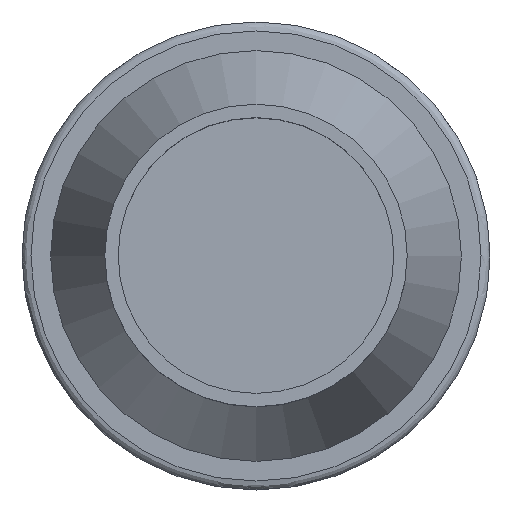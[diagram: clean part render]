
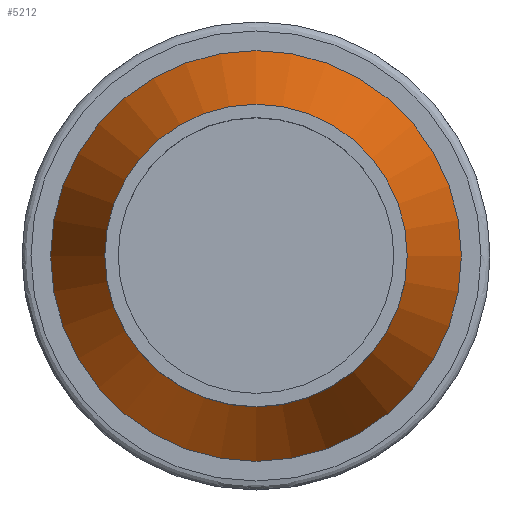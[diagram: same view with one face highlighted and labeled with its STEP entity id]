
A CAD part, top view. The second image highlights one B-rep face of the part: STEP entity #5212.
In plain terms, the highlighted free-form (B-spline) face has degree [2, 1] with [9, 2] control points.
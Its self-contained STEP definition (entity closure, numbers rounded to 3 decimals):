
#5136=CARTESIAN_POINT('',(-34.5,0.,80.9));
#5137=VERTEX_POINT('',#5136);
#5138=CARTESIAN_POINT('',(34.5,0.,80.9));
#5139=VERTEX_POINT('',#5138);
#5140=CARTESIAN_POINT('',(0.,0.,80.9));
#5141=DIRECTION('',(0.0,0.0,1.0));
#5142=DIRECTION('',(1.0,0.0,0.0));
#5143=AXIS2_PLACEMENT_3D('',#5140,#5141,#5142);
#5144=CIRCLE('',#5143,34.5);
#5145=EDGE_CURVE('',#5137,#5139,#5144,.T.);
#5147=CARTESIAN_POINT('',(0.,0.,80.9));
#5148=DIRECTION('',(0.0,0.0,1.0));
#5149=DIRECTION('',(1.0,0.0,0.0));
#5150=AXIS2_PLACEMENT_3D('',#5147,#5148,#5149);
#5151=CIRCLE('',#5150,34.5);
#5152=EDGE_CURVE('',#5139,#5137,#5151,.T.);
#5157=CARTESIAN_POINT('',(34.5,0.,80.9));
#5158=CARTESIAN_POINT('',(34.5,34.5,80.9));
#5159=CARTESIAN_POINT('',(0.,34.5,80.9));
#5160=CARTESIAN_POINT('',(-34.5,34.5,80.9));
#5161=CARTESIAN_POINT('',(-34.5,0.,80.9));
#5162=CARTESIAN_POINT('',(-34.5,-34.5,80.9));
#5163=CARTESIAN_POINT('',(0.,-34.5,80.9));
#5164=CARTESIAN_POINT('',(34.5,-34.5,80.9));
#5165=CARTESIAN_POINT('',(34.5,0.,80.9));
#5166=CARTESIAN_POINT('',(25.4,0.,103.9));
#5167=CARTESIAN_POINT('',(25.4,25.4,103.9));
#5168=CARTESIAN_POINT('',(0.,25.4,103.9));
#5169=CARTESIAN_POINT('',(-25.4,25.4,103.9));
#5170=CARTESIAN_POINT('',(-25.4,0.,103.9));
#5171=CARTESIAN_POINT('',(-25.4,-25.4,103.9));
#5172=CARTESIAN_POINT('',(0.,-25.4,103.9));
#5173=CARTESIAN_POINT('',(25.4,-25.4,103.9));
#5174=CARTESIAN_POINT('',(25.4,0.,103.9));
#5182=(BOUNDED_SURFACE()B_SPLINE_SURFACE(2,1,((#5157,#5166),(#5158,#5167),(#5159,#5168),(#5160,#5169),(#5161,#5170),(#5162,#5171),(#5163,#5172),(#5164,#5173),(#5165,#5174)),.UNSPECIFIED.,.T.,.F.,.U.)B_SPLINE_SURFACE_WITH_KNOTS((3,2,2,2,3),(2,2),(0.0,0.25,0.5,0.75,1.0),(-24.735,0.0),.UNSPECIFIED.)GEOMETRIC_REPRESENTATION_ITEM()RATIONAL_B_SPLINE_SURFACE(((1.0,1.0),(0.707,0.707),(1.0,1.0),(0.707,0.707),(1.0,1.0),(0.707,0.707),(1.0,1.0),(0.707,0.707),(1.0,1.0)))REPRESENTATION_ITEM('')SURFACE());
#5183=ORIENTED_EDGE('',*,*,#5152,.T.);
#5184=ORIENTED_EDGE('',*,*,#5145,.T.);
#5185=CARTESIAN_POINT('',(25.4,0.,103.9));
#5186=VERTEX_POINT('',#5185);
#5187=CARTESIAN_POINT('',(34.5,0.,80.9));
#5188=DIRECTION('',(-0.368,0.0,0.93));
#5189=VECTOR('',#5188,24.735);
#5190=LINE('',#5187,#5189);
#5191=EDGE_CURVE('',#5139,#5186,#5190,.T.);
#5192=ORIENTED_EDGE('',*,*,#5191,.T.);
#5193=CARTESIAN_POINT('',(-25.4,0.,103.9));
#5194=VERTEX_POINT('',#5193);
#5195=CARTESIAN_POINT('',(0.,0.,103.9));
#5196=DIRECTION('',(0.0,0.0,1.0));
#5197=DIRECTION('',(1.0,0.0,0.0));
#5198=AXIS2_PLACEMENT_3D('',#5195,#5196,#5197);
#5199=CIRCLE('',#5198,25.4);
#5200=EDGE_CURVE('',#5194,#5186,#5199,.T.);
#5201=ORIENTED_EDGE('',*,*,#5200,.F.);
#5202=CARTESIAN_POINT('',(0.,0.,103.9));
#5203=DIRECTION('',(0.0,0.0,1.0));
#5204=DIRECTION('',(1.0,0.0,0.0));
#5205=AXIS2_PLACEMENT_3D('',#5202,#5203,#5204);
#5206=CIRCLE('',#5205,25.4);
#5207=EDGE_CURVE('',#5186,#5194,#5206,.T.);
#5208=ORIENTED_EDGE('',*,*,#5207,.F.);
#5209=ORIENTED_EDGE('',*,*,#5191,.F.);
#5210=EDGE_LOOP('',(#5183,#5184,#5192,#5201,#5208,#5209));
#5211=FACE_OUTER_BOUND('',#5210,.T.);
#5212=ADVANCED_FACE('',(#5211),#5182,.T.);
